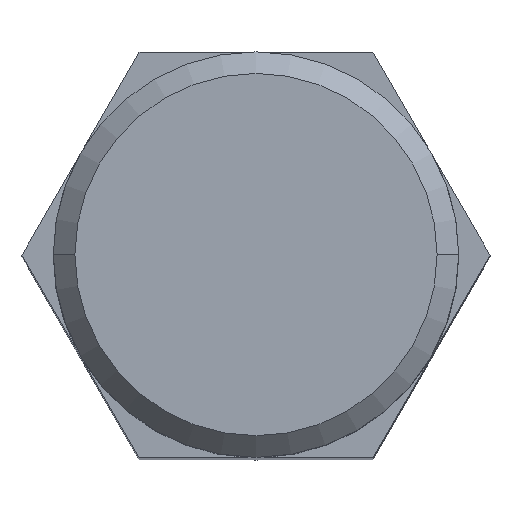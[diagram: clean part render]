
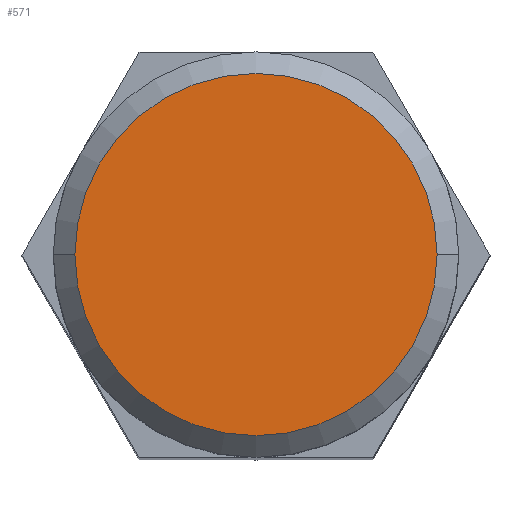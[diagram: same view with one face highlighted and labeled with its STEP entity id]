
A CAD part, top view. The second image highlights one B-rep face of the part: STEP entity #571.
In plain terms, the highlighted planar face has unit normal (0, 0, 1).
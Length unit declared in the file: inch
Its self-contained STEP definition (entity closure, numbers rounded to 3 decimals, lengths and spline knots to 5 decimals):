
#37 = CIRCLE ( 'NONE', #883, 0.16735 ) ;
#42 = CARTESIAN_POINT ( 'NONE',  ( 0.16735, 0., 1.489 ) ) ;
#88 = CIRCLE ( 'NONE', #627, 0.16735 ) ;
#90 = PLANE ( 'NONE',  #724 ) ;
#174 = CARTESIAN_POINT ( 'NONE',  ( 0., 0., 1.489 ) ) ;
#202 = VERTEX_POINT ( 'NONE', #620 ) ;
#225 = DIRECTION ( 'NONE',  ( 1., 0., 0. ) ) ;
#239 = DIRECTION ( 'NONE',  ( 1., 0., 0. ) ) ;
#294 = EDGE_LOOP ( 'NONE', ( #862, #892 ) ) ;
#310 = EDGE_CURVE ( 'NONE', #688, #202, #37, .T. ) ;
#375 = DIRECTION ( 'NONE',  ( 1., 0., 0. ) ) ;
#385 = DIRECTION ( 'NONE',  ( 0., 0., 1. ) ) ;
#388 = CARTESIAN_POINT ( 'NONE',  ( 0., 0., 1.489 ) ) ;
#571 = ADVANCED_FACE ( 'NONE', ( #637 ), #90, .T. ) ;
#620 = CARTESIAN_POINT ( 'NONE',  ( -0.16735, 0., 1.489 ) ) ;
#627 = AXIS2_PLACEMENT_3D ( 'NONE', #174, #695, #239 ) ;
#637 = FACE_OUTER_BOUND ( 'NONE', #294, .T. ) ;
#680 = DIRECTION ( 'NONE',  ( 0., 0., 1. ) ) ;
#688 = VERTEX_POINT ( 'NONE', #42 ) ;
#695 = DIRECTION ( 'NONE',  ( 0., 0., 1. ) ) ;
#724 = AXIS2_PLACEMENT_3D ( 'NONE', #821, #680, #225 ) ;
#821 = CARTESIAN_POINT ( 'NONE',  ( 0., 0., 1.489 ) ) ;
#862 = ORIENTED_EDGE ( 'NONE', *, *, #310, .T. ) ;
#883 = AXIS2_PLACEMENT_3D ( 'NONE', #388, #385, #375 ) ;
#892 = ORIENTED_EDGE ( 'NONE', *, *, #910, .T. ) ;
#910 = EDGE_CURVE ( 'NONE', #202, #688, #88, .T. ) ;
